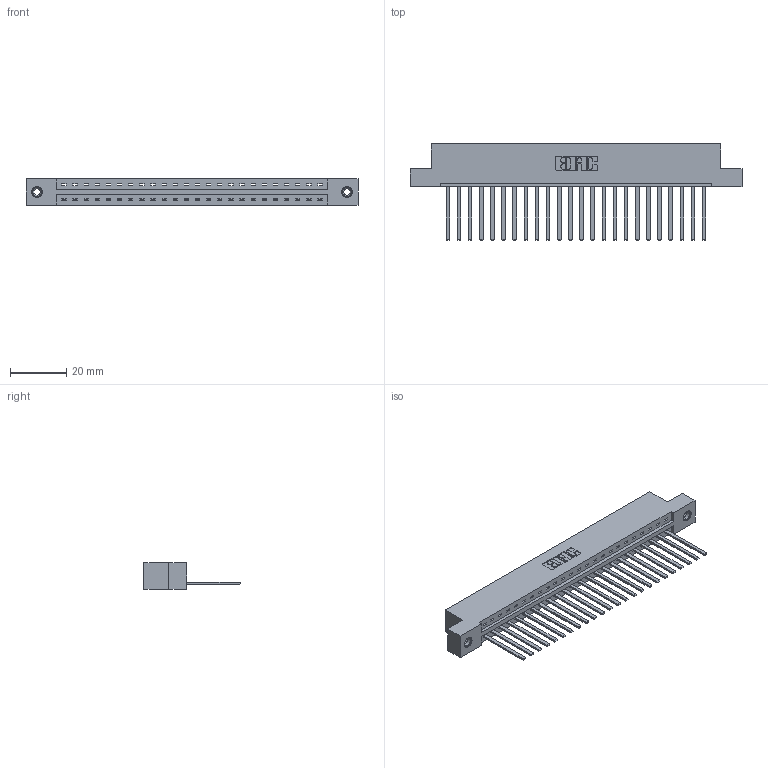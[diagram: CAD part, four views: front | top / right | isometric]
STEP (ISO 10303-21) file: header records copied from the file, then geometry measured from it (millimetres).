
FILE_DESCRIPTION (( 'STEP AP203' ), '1' );
FILE_NAME ('337-024-544-108.STEP', '2019-09-30T16:06:19', ( '' ), ( '' ), 'SwSTEP 2.0', 'SolidWorks 2016', '' );
FILE_SCHEMA (( 'CONFIG_CONTROL_DESIGN' ));
Length unit declared in the file: inch
Products named in the file (4): 345-250-001_345-250-003-102; 345-292-001_345-293-144; 337-024-544-108; 337 Part_Flush Mounting Lugs - 0.156 Dia-TI
Assembly tree (27 placements, depth 2):
  337-024-544-108
    337 Part_Flush Mounting Lugs - 0.156 Dia-TI
    345-292-001_345-293-144  x24
    345-250-001_345-250-003-102  x2
Bounding box: 118.11 x 34.3 x 9.4 mm (x, y, z)
Volume: 12321.7 mm3; surface area: 13576.9 mm2
Topology: 27 solids, 27 shells, 1518 faces, 4527 edges, 2978 vertices
Faces by surface type: plane 1110, cylinder 392, cone 12, torus 4
Entity records: 21170 total; most frequent: CARTESIAN_POINT 3665, ORIENTED_EDGE 3618, DIRECTION 3151, EDGE_CURVE 1809, VECTOR 1665, LINE 1665, VERTEX_POINT 1200, AXIS2_PLACEMENT_3D 743
